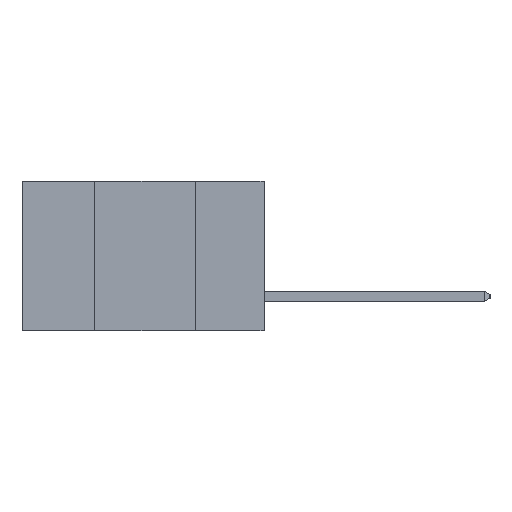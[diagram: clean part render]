
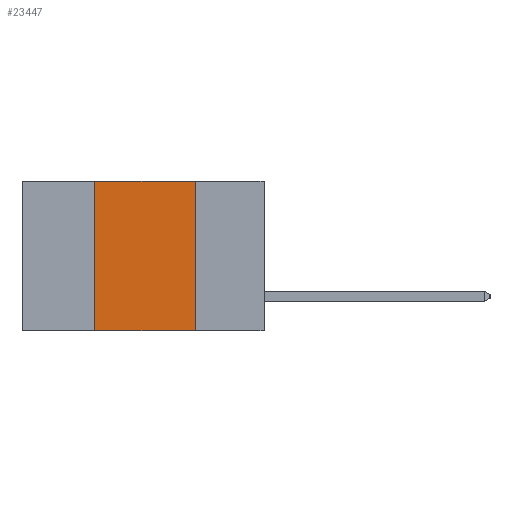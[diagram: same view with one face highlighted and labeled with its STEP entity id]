
A CAD part, left-side view. The second image highlights one B-rep face of the part: STEP entity #23447.
In plain terms, the highlighted planar face has unit normal (-1, 0, 0).
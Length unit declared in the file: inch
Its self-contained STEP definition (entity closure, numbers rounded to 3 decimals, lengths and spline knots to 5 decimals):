
#84 = CARTESIAN_POINT ( 'NONE',  ( 0., 0.17, 0. ) ) ;
#289 = DIRECTION ( 'NONE',  ( 0., -1., 0. ) ) ;
#3036 = CARTESIAN_POINT ( 'NONE',  ( 0., 0.6, -0.37 ) ) ;
#3758 = VERTEX_POINT ( 'NONE', #18963 ) ;
#5801 = VECTOR ( 'NONE', #15495, 39.37008 ) ;
#6096 = DIRECTION ( 'NONE',  ( 0., 0., 1. ) ) ;
#6141 = CARTESIAN_POINT ( 'NONE',  ( 0., 0.6, 0. ) ) ;
#6230 = DIRECTION ( 'NONE',  ( 0., 0., -1. ) ) ;
#6531 = VECTOR ( 'NONE', #20570, 39.37008 ) ;
#6893 = CARTESIAN_POINT ( 'NONE',  ( 0., 0.6, 0. ) ) ;
#8050 = AXIS2_PLACEMENT_3D ( 'NONE', #6141, #19302, #6230 ) ;
#9217 = CARTESIAN_POINT ( 'NONE',  ( 0., 0.17, -0.37 ) ) ;
#10515 = EDGE_CURVE ( 'NONE', #3758, #21324, #10957, .T. ) ;
#10765 = LINE ( 'NONE', #25558, #27340 ) ;
#10957 = LINE ( 'NONE', #84, #5801 ) ;
#11039 = CARTESIAN_POINT ( 'NONE',  ( 0., 0.42, 0. ) ) ;
#11505 = EDGE_LOOP ( 'NONE', ( #16446, #12446, #17329, #11937 ) ) ;
#11937 = ORIENTED_EDGE ( 'NONE', *, *, #16107, .T. ) ;
#12392 = LINE ( 'NONE', #3036, #6531 ) ;
#12446 = ORIENTED_EDGE ( 'NONE', *, *, #21285, .F. ) ;
#12745 = CARTESIAN_POINT ( 'NONE',  ( 0., 0.42, -0.37 ) ) ;
#15495 = DIRECTION ( 'NONE',  ( 0., 0., -1. ) ) ;
#16107 = EDGE_CURVE ( 'NONE', #17626, #21324, #12392, .T. ) ;
#16446 = ORIENTED_EDGE ( 'NONE', *, *, #10515, .F. ) ;
#17003 = PLANE ( 'NONE',  #8050 ) ;
#17329 = ORIENTED_EDGE ( 'NONE', *, *, #26099, .F. ) ;
#17626 = VERTEX_POINT ( 'NONE', #12745 ) ;
#17923 = FACE_OUTER_BOUND ( 'NONE', #11505, .T. ) ;
#18963 = CARTESIAN_POINT ( 'NONE',  ( 0., 0.17, 0. ) ) ;
#19302 = DIRECTION ( 'NONE',  ( 1., 0., 0. ) ) ;
#19406 = VECTOR ( 'NONE', #289, 39.37008 ) ;
#20570 = DIRECTION ( 'NONE',  ( 0., -1., 0. ) ) ;
#21285 = EDGE_CURVE ( 'NONE', #23577, #3758, #25790, .T. ) ;
#21324 = VERTEX_POINT ( 'NONE', #9217 ) ;
#23447 = ADVANCED_FACE ( 'NONE', ( #17923 ), #17003, .F. ) ;
#23577 = VERTEX_POINT ( 'NONE', #11039 ) ;
#25558 = CARTESIAN_POINT ( 'NONE',  ( 0., 0.42, 0. ) ) ;
#25790 = LINE ( 'NONE', #6893, #19406 ) ;
#26099 = EDGE_CURVE ( 'NONE', #17626, #23577, #10765, .T. ) ;
#27340 = VECTOR ( 'NONE', #6096, 39.37008 ) ;
